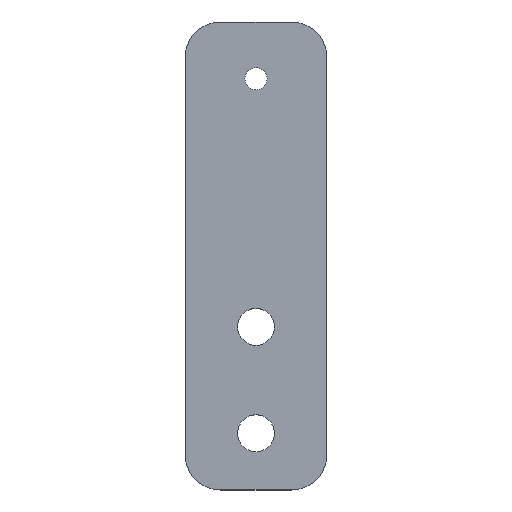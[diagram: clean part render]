
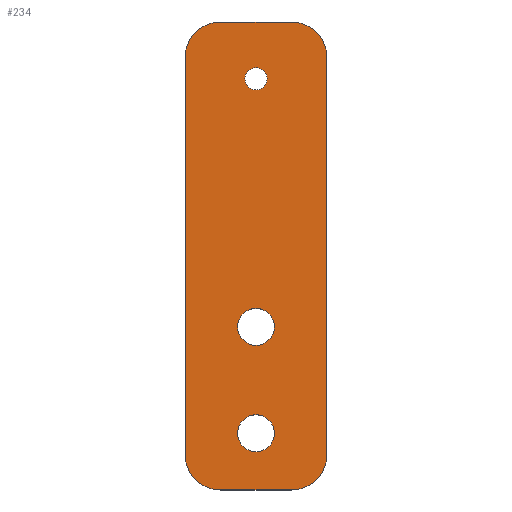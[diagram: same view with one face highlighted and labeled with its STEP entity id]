
A CAD part, top view. The second image highlights one B-rep face of the part: STEP entity #234.
In plain terms, the highlighted planar face has unit normal (0, 0, 1).
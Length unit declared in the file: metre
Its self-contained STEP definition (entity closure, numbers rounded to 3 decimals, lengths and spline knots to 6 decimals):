
#12=CIRCLE('',#257,0.0026);
#14=CIRCLE('',#260,0.0026);
#16=CIRCLE('',#263,0.001575);
#18=CIRCLE('',#267,0.005);
#19=CIRCLE('',#268,0.005);
#20=CIRCLE('',#269,0.005);
#21=CIRCLE('',#270,0.005);
#55=ORIENTED_EDGE('',*,*,#109,.F.);
#56=ORIENTED_EDGE('',*,*,#107,.F.);
#57=ORIENTED_EDGE('',*,*,#105,.F.);
#58=ORIENTED_EDGE('',*,*,#95,.F.);
#59=ORIENTED_EDGE('',*,*,#115,.T.);
#60=ORIENTED_EDGE('',*,*,#97,.T.);
#61=ORIENTED_EDGE('',*,*,#116,.T.);
#62=ORIENTED_EDGE('',*,*,#101,.T.);
#63=ORIENTED_EDGE('',*,*,#117,.T.);
#64=ORIENTED_EDGE('',*,*,#113,.F.);
#65=ORIENTED_EDGE('',*,*,#118,.T.);
#95=EDGE_CURVE('',#125,#126,#147,.T.);
#97=EDGE_CURVE('',#127,#128,#149,.T.);
#101=EDGE_CURVE('',#131,#132,#153,.T.);
#105=EDGE_CURVE('',#135,#135,#12,.T.);
#107=EDGE_CURVE('',#137,#137,#14,.T.);
#109=EDGE_CURVE('',#139,#139,#16,.T.);
#113=EDGE_CURVE('',#143,#144,#159,.T.);
#115=EDGE_CURVE('',#125,#127,#18,.T.);
#116=EDGE_CURVE('',#128,#131,#19,.T.);
#117=EDGE_CURVE('',#132,#144,#20,.T.);
#118=EDGE_CURVE('',#143,#126,#21,.T.);
#125=VERTEX_POINT('',#358);
#126=VERTEX_POINT('',#360);
#127=VERTEX_POINT('',#364);
#128=VERTEX_POINT('',#365);
#131=VERTEX_POINT('',#373);
#132=VERTEX_POINT('',#374);
#135=VERTEX_POINT('',#382);
#137=VERTEX_POINT('',#387);
#139=VERTEX_POINT('',#392);
#143=VERTEX_POINT('',#400);
#144=VERTEX_POINT('',#402);
#147=LINE('',#359,#163);
#149=LINE('',#363,#165);
#153=LINE('',#372,#169);
#159=LINE('',#401,#175);
#163=VECTOR('',#286,1.);
#165=VECTOR('',#290,1.);
#169=VECTOR('',#296,1.);
#175=VECTOR('',#322,1.);
#187=EDGE_LOOP('',(#55));
#188=EDGE_LOOP('',(#56));
#189=EDGE_LOOP('',(#57));
#190=EDGE_LOOP('',(#58,#59,#60,#61,#62,#63,#64,#65));
#209=FACE_BOUND('',#187,.T.);
#210=FACE_BOUND('',#188,.T.);
#211=FACE_BOUND('',#189,.T.);
#212=FACE_BOUND('',#190,.T.);
#225=PLANE('',#266);
#234=ADVANCED_FACE('',(#209,#210,#211,#212),#225,.T.);
#257=AXIS2_PLACEMENT_3D('',#381,#302,#303);
#260=AXIS2_PLACEMENT_3D('',#386,#308,#309);
#263=AXIS2_PLACEMENT_3D('',#391,#314,#315);
#266=AXIS2_PLACEMENT_3D('',#404,#324,#325);
#267=AXIS2_PLACEMENT_3D('',#405,#326,#327);
#268=AXIS2_PLACEMENT_3D('',#406,#328,#329);
#269=AXIS2_PLACEMENT_3D('',#407,#330,#331);
#270=AXIS2_PLACEMENT_3D('',#408,#332,#333);
#286=DIRECTION('',(-1.,0.,0.));
#290=DIRECTION('',(0.,1.,0.));
#296=DIRECTION('',(-1.,0.,0.));
#302=DIRECTION('',(0.,0.,1.));
#303=DIRECTION('',(1.,0.,0.));
#308=DIRECTION('',(0.,0.,1.));
#309=DIRECTION('',(1.,0.,0.));
#314=DIRECTION('',(0.,0.,1.));
#315=DIRECTION('',(1.,0.,0.));
#322=DIRECTION('',(0.,1.,0.));
#324=DIRECTION('',(0.,0.,1.));
#325=DIRECTION('',(1.,0.,0.));
#326=DIRECTION('',(0.,0.,1.));
#327=DIRECTION('',(1.,0.,0.));
#328=DIRECTION('',(0.,0.,1.));
#329=DIRECTION('',(1.,0.,0.));
#330=DIRECTION('',(0.,0.,1.));
#331=DIRECTION('',(1.,0.,0.));
#332=DIRECTION('',(0.,0.,1.));
#333=DIRECTION('',(1.,0.,0.));
#358=CARTESIAN_POINT('',(0.005,-0.023,0.004));
#359=CARTESIAN_POINT('',(0.,-0.023,0.004));
#360=CARTESIAN_POINT('',(-0.005,-0.023,0.004));
#363=CARTESIAN_POINT('',(0.01,0.01,0.004));
#364=CARTESIAN_POINT('',(0.01,-0.018,0.004));
#365=CARTESIAN_POINT('',(0.01,0.038,0.004));
#372=CARTESIAN_POINT('',(0.,0.043,0.004));
#373=CARTESIAN_POINT('',(0.005,0.043,0.004));
#374=CARTESIAN_POINT('',(-0.005,0.043,0.004));
#381=CARTESIAN_POINT('',(0.,0.,0.004));
#382=CARTESIAN_POINT('',(0.0026,0.,0.004));
#386=CARTESIAN_POINT('',(0.,-0.015,0.004));
#387=CARTESIAN_POINT('',(0.0026,-0.015,0.004));
#391=CARTESIAN_POINT('',(0.,0.035,0.004));
#392=CARTESIAN_POINT('',(0.001575,0.035,0.004));
#400=CARTESIAN_POINT('',(-0.01,-0.018,0.004));
#401=CARTESIAN_POINT('',(-0.01,0.01,0.004));
#402=CARTESIAN_POINT('',(-0.01,0.038,0.004));
#404=CARTESIAN_POINT('',(0.,0.01,0.004));
#405=CARTESIAN_POINT('',(0.005,-0.018,0.004));
#406=CARTESIAN_POINT('',(0.005,0.038,0.004));
#407=CARTESIAN_POINT('',(-0.005,0.038,0.004));
#408=CARTESIAN_POINT('',(-0.005,-0.018,0.004));
